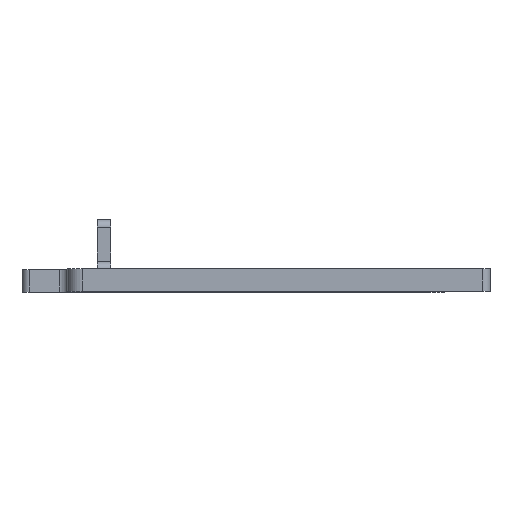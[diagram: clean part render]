
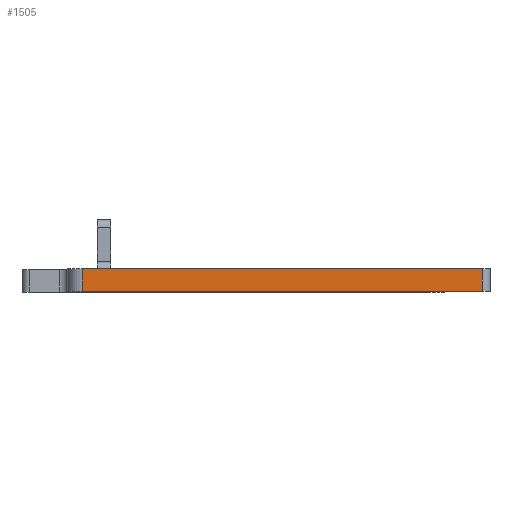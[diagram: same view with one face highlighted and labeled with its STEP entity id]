
A CAD part, top view. The second image highlights one B-rep face of the part: STEP entity #1505.
In plain terms, the highlighted planar face has unit normal (0, 0, 1).
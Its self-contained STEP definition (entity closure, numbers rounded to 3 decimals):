
#40=PLANE('',#1600);
#83=FACE_OUTER_BOUND('',#160,.T.);
#160=EDGE_LOOP('',(#1019,#1020,#1021,#1022));
#253=LINE('',#2215,#410);
#255=LINE('',#2221,#412);
#256=LINE('',#2223,#413);
#257=LINE('',#2224,#414);
#410=VECTOR('',#1756,10.);
#412=VECTOR('',#1762,10.);
#413=VECTOR('',#1763,10.);
#414=VECTOR('',#1764,10.);
#638=VERTEX_POINT('',#2212);
#639=VERTEX_POINT('',#2214);
#641=VERTEX_POINT('',#2220);
#642=VERTEX_POINT('',#2222);
#789=EDGE_CURVE('',#638,#639,#253,.T.);
#792=EDGE_CURVE('',#641,#638,#255,.T.);
#793=EDGE_CURVE('',#642,#641,#256,.T.);
#794=EDGE_CURVE('',#642,#639,#257,.T.);
#1019=ORIENTED_EDGE('',*,*,#789,.F.);
#1020=ORIENTED_EDGE('',*,*,#792,.F.);
#1021=ORIENTED_EDGE('',*,*,#793,.F.);
#1022=ORIENTED_EDGE('',*,*,#794,.T.);
#1505=ADVANCED_FACE('',(#83),#40,.T.);
#1600=AXIS2_PLACEMENT_3D('',#2219,#1760,#1761);
#1756=DIRECTION('',(0.,1.,0.));
#1760=DIRECTION('center_axis',(0.,0.,1.));
#1761=DIRECTION('ref_axis',(-1.,0.,0.));
#1762=DIRECTION('',(-1.,0.,0.));
#1763=DIRECTION('',(0.,-1.,0.));
#1764=DIRECTION('',(-1.,0.,0.));
#2212=CARTESIAN_POINT('',(-52.,-17.,66.));
#2214=CARTESIAN_POINT('',(-52.,-14.,66.));
#2215=CARTESIAN_POINT('',(-52.,-14.,66.));
#2219=CARTESIAN_POINT('Origin',(1.,-14.,66.));
#2220=CARTESIAN_POINT('',(1.,-17.,66.));
#2221=CARTESIAN_POINT('',(1.,-17.,66.));
#2222=CARTESIAN_POINT('',(1.,-14.,66.));
#2223=CARTESIAN_POINT('',(1.,-14.,66.));
#2224=CARTESIAN_POINT('',(1.,-14.,66.));
